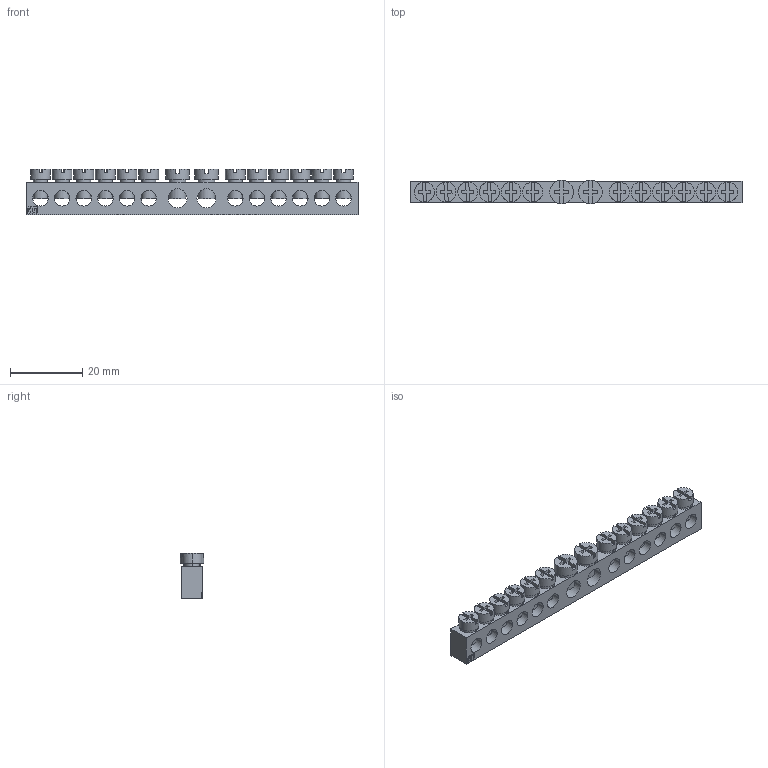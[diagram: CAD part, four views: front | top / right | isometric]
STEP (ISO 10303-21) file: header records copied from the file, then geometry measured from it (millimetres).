
FILE_DESCRIPTION((''),'2;1');
FILE_NAME('ASM0096_ASM','2021-05-06T',('marketing.praksa'),('Audax d.o.o.'),'CREO PARAMETRIC BY PTC INC, 2017480','CREO PARAMETRIC BY PTC INC, 2017480','');
FILE_SCHEMA(('AUTOMOTIVE_DESIGN { 1 0 10303 214 1 1 1 1 }'));
Length unit declared in the file: millimetre
Products named in the file (14): WL-BASE_1_1_1_2; EBD_SCREW1_1_1_1_1_1_1_1_1_1__3; EBD_SCREW1_1_1_1_1_1_1_1_1_1_2; SCREW_M4_1_1_1_2; EBD_SCREW1_1_1_1_1_1_1_1_1_1_1; EBD_SCREW1_1_1_1_1_1_1_1_1_1__2; EBD_SCREW1_1_1_1_1_1_1_1_1_1__4; EBD_SCREW1_1_1_1_1_1_1_1_1_1__6; PRT0129_1_1_1_1_1_1_2; PRT0129_1_2_1_1_1_1_2; PRT0129_1_3_1_1_1_1_2; PRT0129_1_ASM_1_1_ASM_1_1_2_ASM; EBD_SCREW1_1_1_1_1_1_1_1_1_1__5; ASM0096_ASM
Assembly tree (19 placements, depth 3):
  ASM0096_ASM
    WL-BASE_1_1_1_2
    EBD_SCREW1_1_1_1_1_1_1_1_1_1__3
    EBD_SCREW1_1_1_1_1_1_1_1_1_1_2  x6
    SCREW_M4_1_1_1_2  x2
    EBD_SCREW1_1_1_1_1_1_1_1_1_1_1
    EBD_SCREW1_1_1_1_1_1_1_1_1_1__2
    EBD_SCREW1_1_1_1_1_1_1_1_1_1__4
    EBD_SCREW1_1_1_1_1_1_1_1_1_1__6
    PRT0129_1_ASM_1_1_ASM_1_1_2_ASM
      PRT0129_1_1_1_1_1_1_2
      PRT0129_1_2_1_1_1_1_2
      PRT0129_1_3_1_1_1_1_2
    EBD_SCREW1_1_1_1_1_1_1_1_1_1__5
Bounding box: 92 x 6.5 x 12.49 mm (x, y, z)
Volume: 4872.3 mm3; surface area: 6201.6 mm2
Topology: 18 solids, 18 shells, 480 faces, 1265 edges, 822 vertices
Faces by surface type: plane 278, cylinder 174, cone 28
Entity records: 19097 total; most frequent: CARTESIAN_POINT 2875, DIRECTION 2067, ORIENTED_EDGE 1954, PRESENTATION_STYLE_ASSIGNMENT 1355, STYLED_ITEM 1355, CURVE_STYLE 977, EDGE_CURVE 977, AXIS2_PLACEMENT_3D 728
